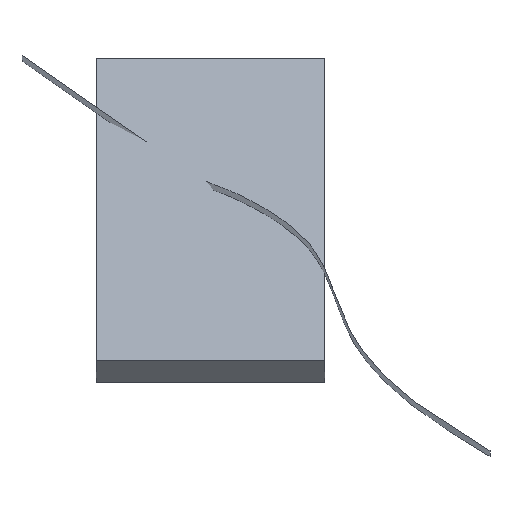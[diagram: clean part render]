
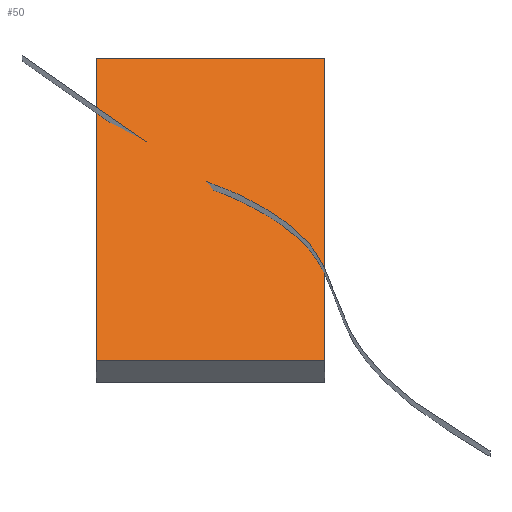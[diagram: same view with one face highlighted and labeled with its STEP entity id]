
A CAD part, front view. The second image highlights one B-rep face of the part: STEP entity #50.
In plain terms, the highlighted planar face has unit normal (0, -0.914, 0.405).
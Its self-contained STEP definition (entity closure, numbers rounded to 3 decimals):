
#50=ADVANCED_FACE('',(#91),#92,.T.);
#91=FACE_OUTER_BOUND('',#127,.T.);
#92=PLANE('',#128);
#127=EDGE_LOOP('',(#172,#173,#174,#175));
#128=AXIS2_PLACEMENT_3D('',#176,#177,#178);
#172=ORIENTED_EDGE('',*,*,#218,.F.);
#173=ORIENTED_EDGE('',*,*,#206,.F.);
#174=ORIENTED_EDGE('',*,*,#211,.F.);
#175=ORIENTED_EDGE('',*,*,#215,.F.);
#176=CARTESIAN_POINT('',(221.517,9.098,0.));
#177=DIRECTION('',(0.0,-0.914,0.405));
#178=DIRECTION('',(1.0,0.0,0.0));
#206=EDGE_CURVE('',#232,#234,#235,.T.);
#211=EDGE_CURVE('',#240,#232,#242,.T.);
#215=EDGE_CURVE('',#246,#240,#248,.T.);
#218=EDGE_CURVE('',#234,#246,#251,.T.);
#232=VERTEX_POINT('',#270);
#234=VERTEX_POINT('',#273);
#235=LINE('',#274,#275);
#240=VERTEX_POINT('',#282);
#242=LINE('',#285,#286);
#246=VERTEX_POINT('',#291);
#248=LINE('',#294,#295);
#251=LINE('',#299,#300);
#270=CARTESIAN_POINT('',(180.998,-14.659,-53.589));
#273=CARTESIAN_POINT('',(180.998,32.856,53.589));
#274=CARTESIAN_POINT('',(180.998,-14.659,-53.589));
#275=VECTOR('',#332,1.0);
#282=CARTESIAN_POINT('',(262.035,-14.659,-53.589));
#285=CARTESIAN_POINT('',(262.035,-14.659,-53.589));
#286=VECTOR('',#336,1.0);
#291=CARTESIAN_POINT('',(262.035,32.856,53.589));
#294=CARTESIAN_POINT('',(262.035,32.856,53.589));
#295=VECTOR('',#339,1.0);
#299=CARTESIAN_POINT('',(180.998,32.856,53.589));
#300=VECTOR('',#341,1.0);
#332=DIRECTION('',(0.,0.405,0.914));
#336=DIRECTION('',(-1.0,0.,0.));
#339=DIRECTION('',(0.,-0.405,-0.914));
#341=DIRECTION('',(1.0,0.,0.));
